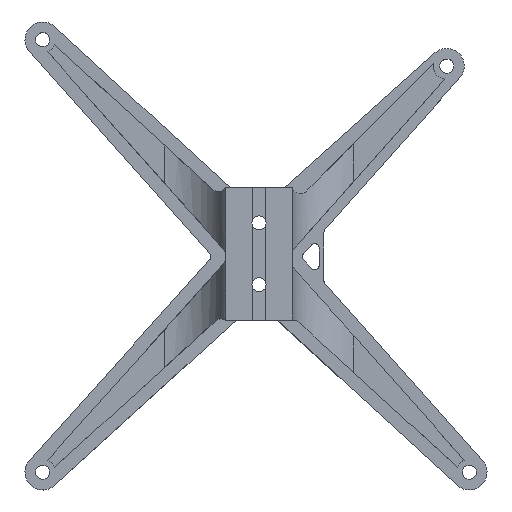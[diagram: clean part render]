
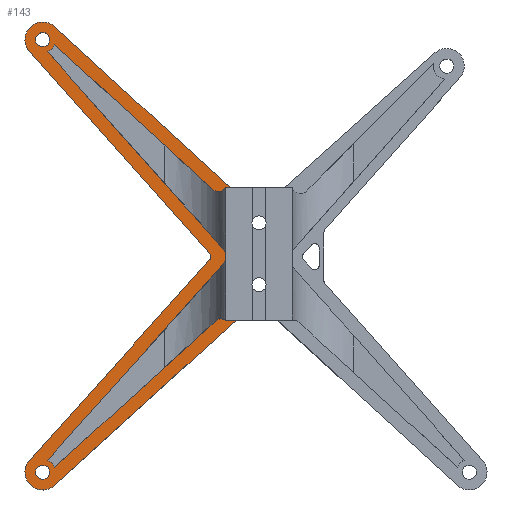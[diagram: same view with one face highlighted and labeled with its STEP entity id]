
A CAD part, top view. The second image highlights one B-rep face of the part: STEP entity #143.
In plain terms, the highlighted planar face has unit normal (0, 0, 1).
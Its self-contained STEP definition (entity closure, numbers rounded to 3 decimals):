
#91=FACE_BOUND('',#339,.T.);
#92=FACE_BOUND('',#340,.T.);
#93=FACE_BOUND('',#341,.T.);
#143=ADVANCED_FACE('',(#91,#92,#93),#219,.T.);
#219=PLANE('',#1994);
#339=EDGE_LOOP('',(#539));
#340=EDGE_LOOP('',(#540));
#341=EDGE_LOOP('',(#541,#542,#543,#544,#545,#546,#547,#548,#549,#550,#551,
#552,#553,#554,#555,#556,#557,#558,#559,#560));
#539=ORIENTED_EDGE('',*,*,#1088,.T.);
#540=ORIENTED_EDGE('',*,*,#1089,.T.);
#541=ORIENTED_EDGE('',*,*,#1090,.F.);
#542=ORIENTED_EDGE('',*,*,#1091,.T.);
#543=ORIENTED_EDGE('',*,*,#1092,.F.);
#544=ORIENTED_EDGE('',*,*,#1093,.F.);
#545=ORIENTED_EDGE('',*,*,#1094,.F.);
#546=ORIENTED_EDGE('',*,*,#1095,.T.);
#547=ORIENTED_EDGE('',*,*,#1096,.F.);
#548=ORIENTED_EDGE('',*,*,#1097,.T.);
#549=ORIENTED_EDGE('',*,*,#1098,.F.);
#550=ORIENTED_EDGE('',*,*,#1099,.F.);
#551=ORIENTED_EDGE('',*,*,#1100,.F.);
#552=ORIENTED_EDGE('',*,*,#1101,.T.);
#553=ORIENTED_EDGE('',*,*,#1102,.F.);
#554=ORIENTED_EDGE('',*,*,#1087,.T.);
#555=ORIENTED_EDGE('',*,*,#1053,.T.);
#556=ORIENTED_EDGE('',*,*,#1057,.T.);
#557=ORIENTED_EDGE('',*,*,#1103,.T.);
#558=ORIENTED_EDGE('',*,*,#1058,.T.);
#559=ORIENTED_EDGE('',*,*,#1064,.T.);
#560=ORIENTED_EDGE('',*,*,#1068,.T.);
#903=VERTEX_POINT('',#2776);
#904=VERTEX_POINT('',#2778);
#906=VERTEX_POINT('',#2784);
#907=VERTEX_POINT('',#2788);
#908=VERTEX_POINT('',#2789);
#912=VERTEX_POINT('',#2799);
#915=VERTEX_POINT('',#2807);
#925=VERTEX_POINT('',#2841);
#927=VERTEX_POINT('',#2848);
#928=VERTEX_POINT('',#2850);
#929=VERTEX_POINT('',#2852);
#930=VERTEX_POINT('',#2854);
#931=VERTEX_POINT('',#2856);
#932=VERTEX_POINT('',#2858);
#933=VERTEX_POINT('',#2860);
#934=VERTEX_POINT('',#2862);
#935=VERTEX_POINT('',#2864);
#936=VERTEX_POINT('',#2866);
#937=VERTEX_POINT('',#2868);
#938=VERTEX_POINT('',#2870);
#939=VERTEX_POINT('',#2872);
#940=VERTEX_POINT('',#2874);
#1053=EDGE_CURVE('',#904,#903,#1230,.T.);
#1057=EDGE_CURVE('',#903,#906,#1515,.T.);
#1058=EDGE_CURVE('',#907,#908,#1516,.T.);
#1064=EDGE_CURVE('',#908,#912,#1232,.T.);
#1068=EDGE_CURVE('',#912,#915,#1524,.T.);
#1087=EDGE_CURVE('',#925,#904,#1541,.T.);
#1088=EDGE_CURVE('',#927,#927,#1235,.T.);
#1089=EDGE_CURVE('',#928,#928,#1236,.T.);
#1090=EDGE_CURVE('',#929,#915,#1542,.T.);
#1091=EDGE_CURVE('',#929,#930,#1237,.T.);
#1092=EDGE_CURVE('',#931,#930,#1543,.T.);
#1093=EDGE_CURVE('',#932,#931,#1238,.T.);
#1094=EDGE_CURVE('',#933,#932,#1544,.T.);
#1095=EDGE_CURVE('',#933,#934,#1239,.T.);
#1096=EDGE_CURVE('',#935,#934,#1545,.T.);
#1097=EDGE_CURVE('',#935,#936,#1240,.T.);
#1098=EDGE_CURVE('',#937,#936,#1546,.T.);
#1099=EDGE_CURVE('',#938,#937,#1241,.T.);
#1100=EDGE_CURVE('',#939,#938,#1547,.T.);
#1101=EDGE_CURVE('',#939,#940,#1242,.T.);
#1102=EDGE_CURVE('',#925,#940,#1548,.T.);
#1103=EDGE_CURVE('',#906,#907,#1243,.T.);
#1230=CIRCLE('',#1968,4.);
#1232=CIRCLE('',#1973,4.);
#1235=CIRCLE('',#1985,1.6);
#1236=CIRCLE('',#1986,1.6);
#1237=CIRCLE('',#1987,2.);
#1238=CIRCLE('',#1988,3.);
#1239=CIRCLE('',#1989,2.);
#1240=CIRCLE('',#1990,2.);
#1241=CIRCLE('',#1991,3.);
#1242=CIRCLE('',#1992,2.);
#1243=CIRCLE('',#1993,1.);
#1515=LINE('',#2785,#1697);
#1516=LINE('',#2787,#1698);
#1524=LINE('',#2808,#1706);
#1541=LINE('',#2845,#1723);
#1542=LINE('',#2851,#1724);
#1543=LINE('',#2855,#1725);
#1544=LINE('',#2859,#1726);
#1545=LINE('',#2863,#1727);
#1546=LINE('',#2867,#1728);
#1547=LINE('',#2871,#1729);
#1548=LINE('',#2875,#1730);
#1697=VECTOR('',#2262,1.);
#1698=VECTOR('',#2265,1.);
#1706=VECTOR('',#2281,1.);
#1723=VECTOR('',#2316,1.);
#1724=VECTOR('',#2323,1.);
#1725=VECTOR('',#2326,1.);
#1726=VECTOR('',#2329,1.);
#1727=VECTOR('',#2332,1.);
#1728=VECTOR('',#2335,1.);
#1729=VECTOR('',#2338,1.);
#1730=VECTOR('',#2341,1.);
#1968=AXIS2_PLACEMENT_3D('',#2777,#2255,#2256);
#1973=AXIS2_PLACEMENT_3D('',#2800,#2274,#2275);
#1985=AXIS2_PLACEMENT_3D('',#2847,#2319,#2320);
#1986=AXIS2_PLACEMENT_3D('',#2849,#2321,#2322);
#1987=AXIS2_PLACEMENT_3D('',#2853,#2324,#2325);
#1988=AXIS2_PLACEMENT_3D('',#2857,#2327,#2328);
#1989=AXIS2_PLACEMENT_3D('',#2861,#2330,#2331);
#1990=AXIS2_PLACEMENT_3D('',#2865,#2333,#2334);
#1991=AXIS2_PLACEMENT_3D('',#2869,#2336,#2337);
#1992=AXIS2_PLACEMENT_3D('',#2873,#2339,#2340);
#1993=AXIS2_PLACEMENT_3D('',#2876,#2342,#2343);
#1994=AXIS2_PLACEMENT_3D('',#2877,#2344,#2345);
#2255=DIRECTION('',(0.,0.,1.));
#2256=DIRECTION('',(1.,0.,0.));
#2262=DIRECTION('',(0.665,-0.747,0.));
#2265=DIRECTION('',(-0.668,-0.744,0.));
#2274=DIRECTION('',(0.,0.,1.));
#2275=DIRECTION('',(1.,0.,0.));
#2281=DIRECTION('',(0.74,0.673,0.));
#2316=DIRECTION('',(-0.737,0.675,0.));
#2319=DIRECTION('',(0.,0.,-1.));
#2320=DIRECTION('',(-1.,0.,0.));
#2321=DIRECTION('',(0.,0.,-1.));
#2322=DIRECTION('',(-1.,0.,0.));
#2323=DIRECTION('',(1.,0.,0.));
#2324=DIRECTION('',(0.,0.,1.));
#2325=DIRECTION('',(1.,0.,0.));
#2326=DIRECTION('',(0.74,0.673,0.));
#2327=DIRECTION('',(0.,0.,-1.));
#2328=DIRECTION('',(1.,0.,0.));
#2329=DIRECTION('',(-0.668,-0.744,0.));
#2330=DIRECTION('',(0.,0.,1.));
#2331=DIRECTION('',(1.,0.,0.));
#2332=DIRECTION('',(0.,-1.,0.));
#2333=DIRECTION('',(0.,0.,1.));
#2334=DIRECTION('',(1.,0.,0.));
#2335=DIRECTION('',(0.665,-0.747,0.));
#2336=DIRECTION('',(0.,0.,-1.));
#2337=DIRECTION('',(1.,0.,0.));
#2338=DIRECTION('',(-0.737,0.675,0.));
#2339=DIRECTION('',(0.,0.,1.));
#2340=DIRECTION('',(1.,0.,0.));
#2341=DIRECTION('',(-1.,0.,0.));
#2342=DIRECTION('',(0.,0.,-1.));
#2343=DIRECTION('',(1.,0.,0.));
#2344=DIRECTION('',(0.,0.,1.));
#2345=DIRECTION('',(1.,0.,0.));
#2776=CARTESIAN_POINT('',(-165.145,-35.49,3.));
#2777=CARTESIAN_POINT('',(-162.158,-32.829,3.));
#2778=CARTESIAN_POINT('',(-159.456,-29.88,3.));
#2784=CARTESIAN_POINT('',(-124.32,-81.315,3.));
#2785=CARTESIAN_POINT('',(-165.145,-35.49,3.));
#2787=CARTESIAN_POINT('',(-123.725,-81.982,3.));
#2788=CARTESIAN_POINT('',(-124.322,-82.648,3.));
#2789=CARTESIAN_POINT('',(-165.136,-128.159,3.));
#2799=CARTESIAN_POINT('',(-159.467,-133.789,3.));
#2800=CARTESIAN_POINT('',(-162.158,-130.829,3.));
#2807=CARTESIAN_POINT('',(-118.322,-96.371,3.));
#2808=CARTESIAN_POINT('',(-159.467,-133.789,3.));
#2841=CARTESIAN_POINT('',(-119.622,-66.371,3.));
#2845=CARTESIAN_POINT('',(-113.606,-71.882,3.));
#2847=CARTESIAN_POINT('',(-162.158,-32.829,3.));
#2848=CARTESIAN_POINT('',(-163.758,-32.829,3.));
#2849=CARTESIAN_POINT('',(-162.158,-130.829,3.));
#2850=CARTESIAN_POINT('',(-163.758,-130.829,3.));
#2851=CARTESIAN_POINT('',(-120.658,-96.371,3.));
#2852=CARTESIAN_POINT('',(-120.658,-96.371,3.));
#2853=CARTESIAN_POINT('',(-121.692,-98.084,3.));
#2854=CARTESIAN_POINT('',(-123.037,-96.604,3.));
#2855=CARTESIAN_POINT('',(-159.393,-129.666,3.));
#2856=CARTESIAN_POINT('',(-159.393,-129.666,3.));
#2857=CARTESIAN_POINT('',(-162.158,-130.829,3.));
#2858=CARTESIAN_POINT('',(-161.014,-128.056,3.));
#2859=CARTESIAN_POINT('',(-120.658,-83.056,3.));
#2860=CARTESIAN_POINT('',(-121.169,-83.626,3.));
#2861=CARTESIAN_POINT('',(-122.658,-82.29,3.));
#2862=CARTESIAN_POINT('',(-120.658,-82.29,3.));
#2863=CARTESIAN_POINT('',(-120.658,-66.371,3.));
#2864=CARTESIAN_POINT('',(-120.658,-81.677,3.));
#2865=CARTESIAN_POINT('',(-122.658,-81.677,3.));
#2866=CARTESIAN_POINT('',(-121.165,-80.346,3.));
#2867=CARTESIAN_POINT('',(-161.023,-35.606,3.));
#2868=CARTESIAN_POINT('',(-161.023,-35.606,3.));
#2869=CARTESIAN_POINT('',(-162.158,-32.829,3.));
#2870=CARTESIAN_POINT('',(-159.397,-34.003,3.));
#2871=CARTESIAN_POINT('',(-120.658,-69.491,3.));
#2872=CARTESIAN_POINT('',(-123.67,-66.732,3.));
#2873=CARTESIAN_POINT('',(-122.319,-65.257,3.));
#2874=CARTESIAN_POINT('',(-120.658,-66.371,3.));
#2875=CARTESIAN_POINT('',(-105.658,-66.371,3.));
#2876=CARTESIAN_POINT('',(-125.066,-81.98,3.));
#2877=CARTESIAN_POINT('',(-162.158,-32.829,3.));
